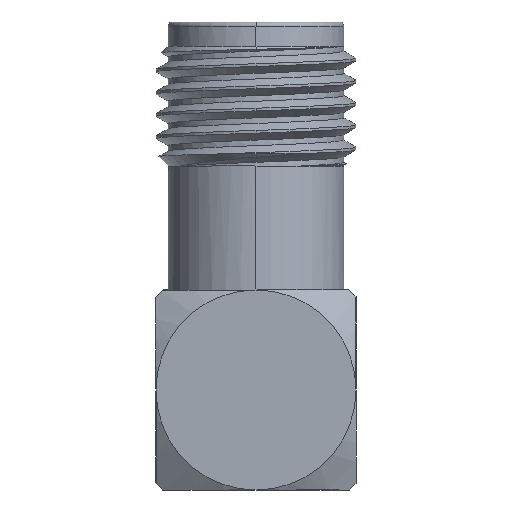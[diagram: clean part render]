
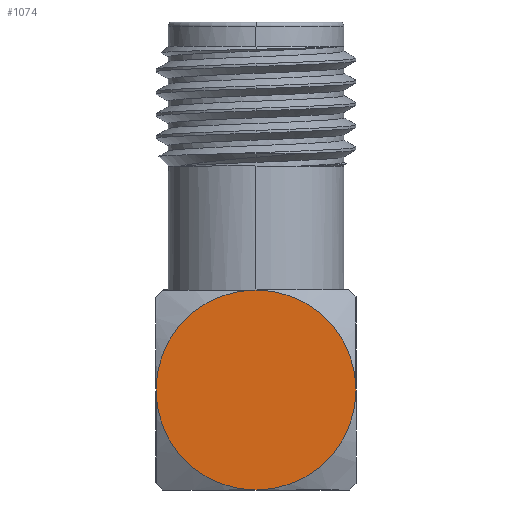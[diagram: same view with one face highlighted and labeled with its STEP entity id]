
A CAD part, left-side view. The second image highlights one B-rep face of the part: STEP entity #1074.
In plain terms, the highlighted planar face has unit normal (-1, 0, 0).
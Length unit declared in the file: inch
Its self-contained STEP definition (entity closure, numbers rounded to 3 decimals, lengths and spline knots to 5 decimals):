
#277 = PLANE ( 'NONE',  #1574 ) ;
#409 = AXIS2_PLACEMENT_3D ( 'NONE', #4245, #934, #3108 ) ;
#530 = CARTESIAN_POINT ( 'NONE',  ( -0.125, 0.125, 0. ) ) ;
#643 = VERTEX_POINT ( 'NONE', #5231 ) ;
#750 = AXIS2_PLACEMENT_3D ( 'NONE', #4414, #1713, #4845 ) ;
#934 = DIRECTION ( 'NONE',  ( 1., 0., 0. ) ) ;
#937 = VERTEX_POINT ( 'NONE', #530 ) ;
#1074 = ADVANCED_FACE ( 'NONE', ( #6678 ), #277, .F. ) ;
#1079 = CARTESIAN_POINT ( 'NONE',  ( -0.125, 0., 0. ) ) ;
#1574 = AXIS2_PLACEMENT_3D ( 'NONE', #3983, #2445, #6143 ) ;
#1647 = DIRECTION ( 'NONE',  ( 0., 0., -1. ) ) ;
#1713 = DIRECTION ( 'NONE',  ( 1., 0., 0. ) ) ;
#2027 = ORIENTED_EDGE ( 'NONE', *, *, #3604, .F. ) ;
#2255 = CIRCLE ( 'NONE', #3623, 0.125 ) ;
#2352 = DIRECTION ( 'NONE',  ( 0., 0., 1. ) ) ;
#2445 = DIRECTION ( 'NONE',  ( 1., 0., 0. ) ) ;
#2670 = VERTEX_POINT ( 'NONE', #2928 ) ;
#2689 = EDGE_CURVE ( 'NONE', #643, #937, #6378, .T. ) ;
#2928 = CARTESIAN_POINT ( 'NONE',  ( -0.125, 0., -0.125 ) ) ;
#3108 = DIRECTION ( 'NONE',  ( 0., 0., -1. ) ) ;
#3139 = ORIENTED_EDGE ( 'NONE', *, *, #2689, .T. ) ;
#3206 = ORIENTED_EDGE ( 'NONE', *, *, #4891, .F. ) ;
#3604 = EDGE_CURVE ( 'NONE', #2670, #937, #2255, .T. ) ;
#3623 = AXIS2_PLACEMENT_3D ( 'NONE', #1079, #4389, #1647 ) ;
#3686 = EDGE_LOOP ( 'NONE', ( #2027, #3206, #5948, #3139 ) ) ;
#3890 = AXIS2_PLACEMENT_3D ( 'NONE', #4101, #5059, #2352 ) ;
#3983 = CARTESIAN_POINT ( 'NONE',  ( -0.125, -0.125, 0.125 ) ) ;
#4101 = CARTESIAN_POINT ( 'NONE',  ( -0.125, 0., 0. ) ) ;
#4245 = CARTESIAN_POINT ( 'NONE',  ( -0.125, 0., 0. ) ) ;
#4389 = DIRECTION ( 'NONE',  ( 1., 0., 0. ) ) ;
#4414 = CARTESIAN_POINT ( 'NONE',  ( -0.125, 0., 0. ) ) ;
#4684 = EDGE_CURVE ( 'NONE', #643, #6795, #5073, .T. ) ;
#4845 = DIRECTION ( 'NONE',  ( 0., 0., -1. ) ) ;
#4891 = EDGE_CURVE ( 'NONE', #6795, #2670, #5639, .T. ) ;
#5059 = DIRECTION ( 'NONE',  ( -1., 0., 0. ) ) ;
#5073 = CIRCLE ( 'NONE', #409, 0.125 ) ;
#5231 = CARTESIAN_POINT ( 'NONE',  ( -0.125, 0., 0.125 ) ) ;
#5639 = CIRCLE ( 'NONE', #750, 0.125 ) ;
#5948 = ORIENTED_EDGE ( 'NONE', *, *, #4684, .F. ) ;
#6143 = DIRECTION ( 'NONE',  ( 0., 1., 0. ) ) ;
#6273 = CARTESIAN_POINT ( 'NONE',  ( -0.125, -0.125, 0. ) ) ;
#6378 = CIRCLE ( 'NONE', #3890, 0.125 ) ;
#6678 = FACE_OUTER_BOUND ( 'NONE', #3686, .T. ) ;
#6795 = VERTEX_POINT ( 'NONE', #6273 ) ;
